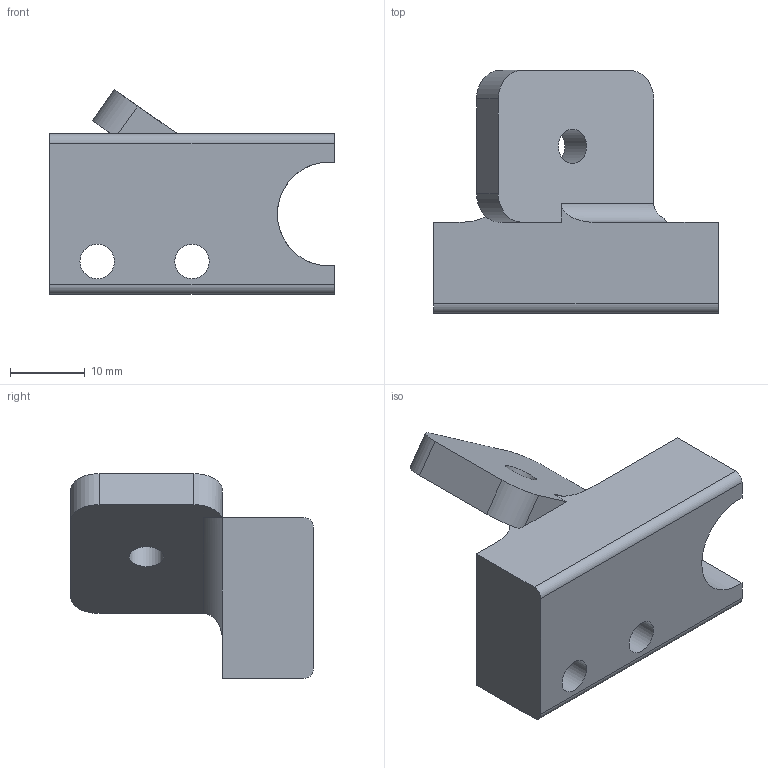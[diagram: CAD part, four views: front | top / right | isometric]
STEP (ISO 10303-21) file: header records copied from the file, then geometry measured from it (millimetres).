
FILE_DESCRIPTION(/* description */ (''),/* implementation_level */ '2;1');
FILE_NAME(/* name */ 'New Ramp Mount_.step',/* time_stamp */ '2024-06-27T20:51:01-05:00',/* author */ (''),/* organization */ (''),/* preprocessor_version */ 'ST-DEVELOPER v20',/* originating_system */ 'Autodesk Translation Framework v13.14.0.145',/* authorisation */ '');
FILE_SCHEMA (('AUTOMOTIVE_DESIGN { 1 0 10303 214 3 1 1 }'));
Length unit declared in the file: inch
Products named in the file (1): new Ramp Mount
Bounding box: 38.1 x 32.51 x 27.41 mm (x, y, z)
Volume: 10334.2 mm3; surface area: 4621.4 mm2
Topology: 1 solids, 1 shells, 40 faces, 110 edges, 72 vertices
Faces by surface type: plane 28, cylinder 12
Full cylindrical faces by diameter (mm): 4.623 x3
Entity records: 1317 total; most frequent: CARTESIAN_POINT 235, ORIENTED_EDGE 220, DIRECTION 214, EDGE_CURVE 110, LINE 84, VECTOR 84, VERTEX_POINT 72, AXIS2_PLACEMENT_3D 65
